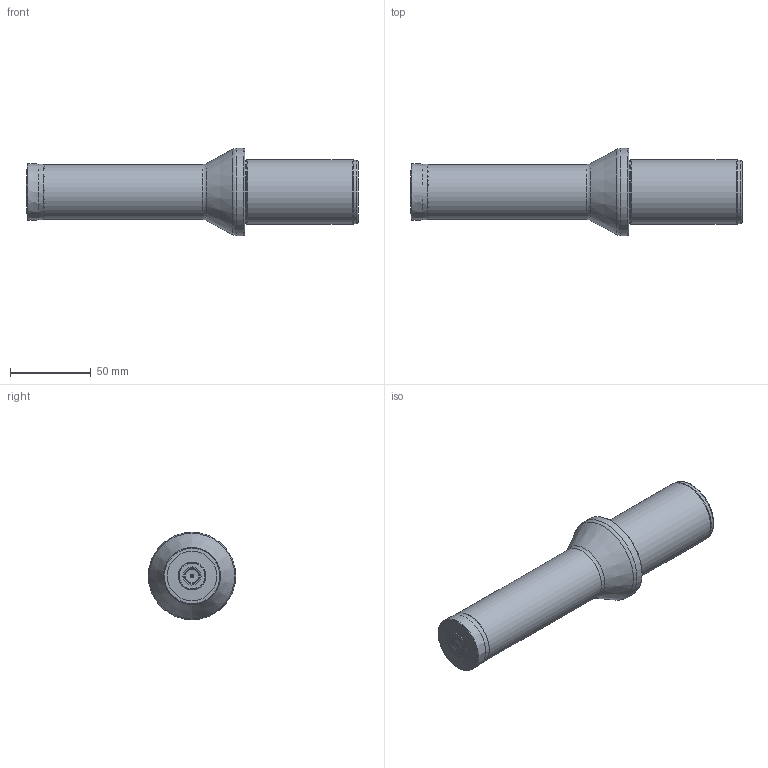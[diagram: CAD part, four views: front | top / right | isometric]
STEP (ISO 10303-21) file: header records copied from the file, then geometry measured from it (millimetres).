
FILE_DESCRIPTION(/* description */ (''),/* implementation_level */ '2;1');
FILE_NAME(/* name */ 'ATUM-35XD3-880-0604...stp',/* time_stamp */ '2023-11-29T02:24:22+03:00',/* author */ (''),/* organization */ (''),/* preprocessor_version */ 'ST-DEVELOPER v19.4',/* originating_system */ 'SIEMENS PLM Software NX2306.3001',/* authorisation */ '');
FILE_SCHEMA (('AUTOMOTIVE_DESIGN { 1 0 10303 214 3 1 1 1 }'));
Length unit declared in the file: millimetre
Products named in the file (1): STP_ATUM 35XD3 880-0604..
Bounding box: 205.02 x 54 x 54 mm (x, y, z)
Volume: 239530.5 mm3; surface area: 30411.9 mm2
Topology: 2 solids, 2 shells, 42 faces, 94 edges, 58 vertices
Faces by surface type: revolution 14, torus 8, plane 6, cylinder 5, cone 5, bspline 4
Full cylindrical faces by diameter (mm): 34 x1, 39.5 x2, 40 x1, 54 x1
Entity records: 1745 total; most frequent: CARTESIAN_POINT 1014, DIRECTION 151, EDGE_LOOP 80, ORIENTED_EDGE 80, FACE_BOUND 76, AXIS2_PLACEMENT_3D 65, ADVANCED_FACE 42, VERTEX_POINT 40
